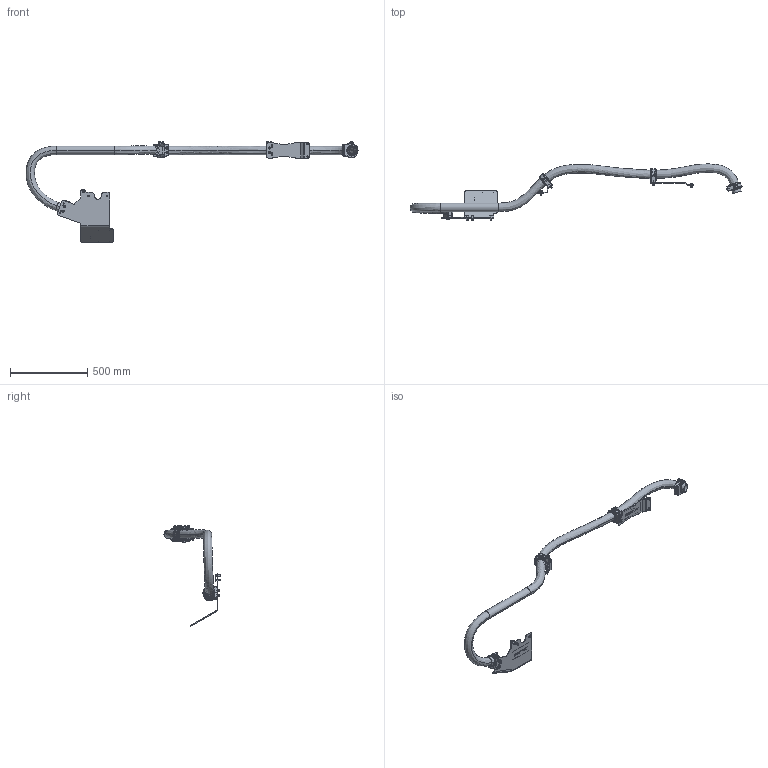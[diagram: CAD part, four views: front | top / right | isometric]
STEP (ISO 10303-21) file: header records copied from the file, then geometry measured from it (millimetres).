
FILE_DESCRIPTION (( 'STEP AP214' ), '1' );
FILE_NAME ('P2187-1.STEP', '2023-05-03T07:23:34', ( '' ), ( '' ), 'SwSTEP 2.0', 'SolidWorks 2021', '' );
FILE_SCHEMA (( 'AUTOMOTIVE_DESIGN' ));
Length unit declared in the file: millimetre
Products named in the file (1): P2187-1
Bounding box: 2152.54 x 364.52 x 649.98 mm (x, y, z)
Volume: 2695964.8 mm3; surface area: 1470280.3 mm2
Topology: 49 solids, 49 shells, 3233 faces, 8327 edges, 5380 vertices
Faces by surface type: plane 1504, cylinder 795, bspline 646, cone 138, torus 102, sphere 48
Entity records: 242132 total; most frequent: CARTESIAN_POINT 132831, ORIENTED_EDGE 16446, DIRECTION 12719, EDGE_CURVE 8223, VERTEX_POINT 5332, LINE 4623, VECTOR 4623, AXIS2_PLACEMENT_3D 4048
